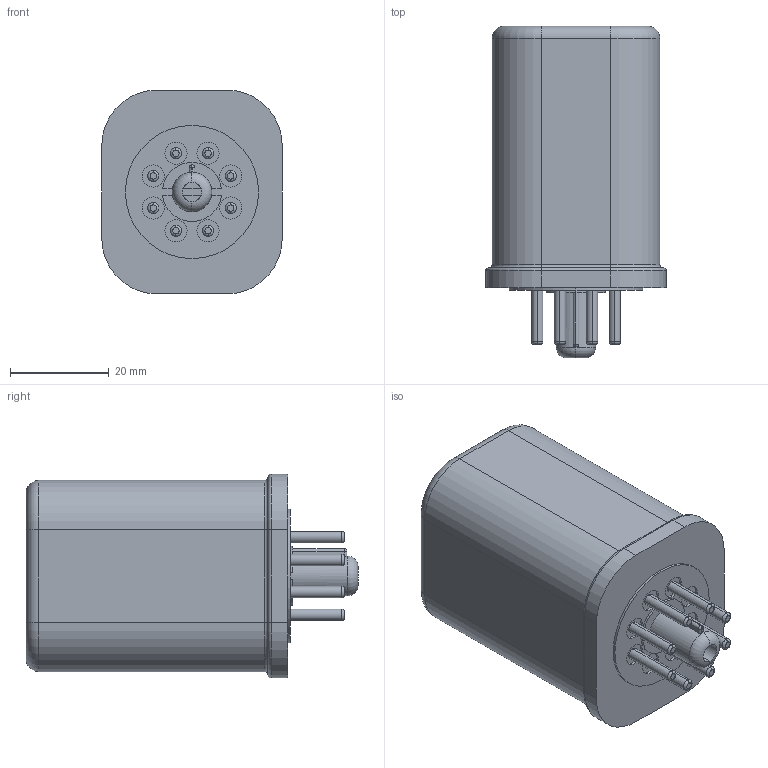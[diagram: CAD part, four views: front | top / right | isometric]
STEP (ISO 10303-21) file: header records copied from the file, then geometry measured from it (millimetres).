
FILE_DESCRIPTION (( 'STEP AP214' ), '1' );
FILE_NAME ('H750-2C-240A.STEP', '2013-12-02T16:19:59', ( '' ), ( '' ), 'SwSTEP 2.0', 'SolidWorks 2013', '' );
FILE_SCHEMA (( 'AUTOMOTIVE_DESIGN' ));
Length unit declared in the file: millimetre
Products named in the file (1): H750-2C-240A
Bounding box: 36.6 x 67.3 x 41.35 mm (x, y, z)
Volume: 66961 mm3; surface area: 10714.7 mm2
Topology: 1 solids, 1 shells, 286 faces, 700 edges, 451 vertices
Faces by surface type: plane 125, cylinder 65, bspline 64, torus 32
Entity records: 14634 total; most frequent: CARTESIAN_POINT 5176, ORIENTED_EDGE 1400, DIRECTION 1203, EDGE_CURVE 700, VERTEX_POINT 451, AXIS2_PLACEMENT_3D 410, VECTOR 383, LINE 383
